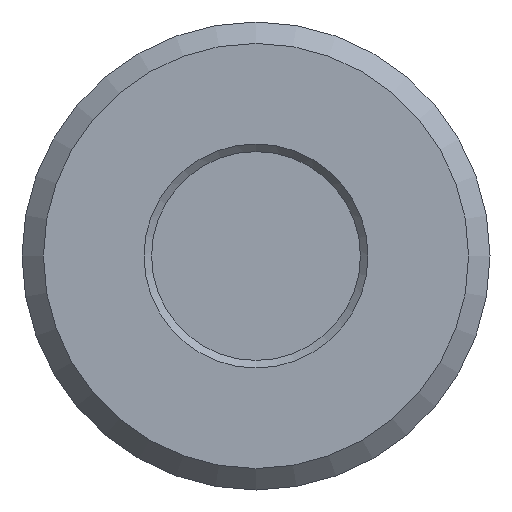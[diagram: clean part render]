
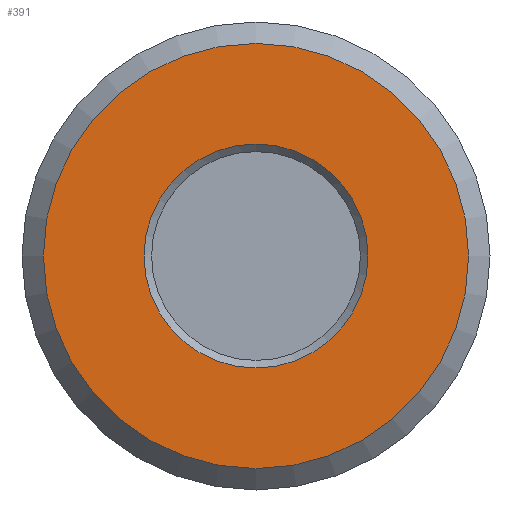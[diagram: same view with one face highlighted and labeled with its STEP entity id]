
A CAD part, front view. The second image highlights one B-rep face of the part: STEP entity #391.
In plain terms, the highlighted planar face has unit normal (0, -1, 0).
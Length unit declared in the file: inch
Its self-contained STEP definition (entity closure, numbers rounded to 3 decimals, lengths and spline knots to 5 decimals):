
#25 = DIRECTION ( 'NONE',  ( 0., 0., -1. ) ) ;
#35 = CARTESIAN_POINT ( 'NONE',  ( 0., 0., 0.1047 ) ) ;
#43 = AXIS2_PLACEMENT_3D ( 'NONE', #440, #438, #377 ) ;
#52 = AXIS2_PLACEMENT_3D ( 'NONE', #422, #415, #25 ) ;
#53 = DIRECTION ( 'NONE',  ( 0., 0., 1. ) ) ;
#66 = ORIENTED_EDGE ( 'NONE', *, *, #260, .F. ) ;
#107 = AXIS2_PLACEMENT_3D ( 'NONE', #169, #162, #53 ) ;
#162 = DIRECTION ( 'NONE',  ( 0., 1., 0. ) ) ;
#169 = CARTESIAN_POINT ( 'NONE',  ( 0., 0., 0. ) ) ;
#194 = FACE_OUTER_BOUND ( 'NONE', #543, .T. ) ;
#242 = ORIENTED_EDGE ( 'NONE', *, *, #246, .T. ) ;
#246 = EDGE_CURVE ( 'NONE', #303, #303, #287, .T. ) ;
#260 = EDGE_CURVE ( 'NONE', #307, #307, #267, .T. ) ;
#267 = CIRCLE ( 'NONE', #43, 0.19875 ) ;
#287 = CIRCLE ( 'NONE', #107, 0.1047 ) ;
#303 = VERTEX_POINT ( 'NONE', #35 ) ;
#307 = VERTEX_POINT ( 'NONE', #482 ) ;
#350 = FACE_BOUND ( 'NONE', #550, .T. ) ;
#377 = DIRECTION ( 'NONE',  ( 0., 0., 1. ) ) ;
#391 = ADVANCED_FACE ( 'NONE', ( #350, #194 ), #456, .T. ) ;
#415 = DIRECTION ( 'NONE',  ( 0., -1., 0. ) ) ;
#422 = CARTESIAN_POINT ( 'NONE',  ( -0.1047, 0., 0. ) ) ;
#438 = DIRECTION ( 'NONE',  ( 0., 1., 0. ) ) ;
#440 = CARTESIAN_POINT ( 'NONE',  ( 0., 0., 0. ) ) ;
#456 = PLANE ( 'NONE',  #52 ) ;
#482 = CARTESIAN_POINT ( 'NONE',  ( 0., 0., 0.19875 ) ) ;
#543 = EDGE_LOOP ( 'NONE', ( #66 ) ) ;
#550 = EDGE_LOOP ( 'NONE', ( #242 ) ) ;
